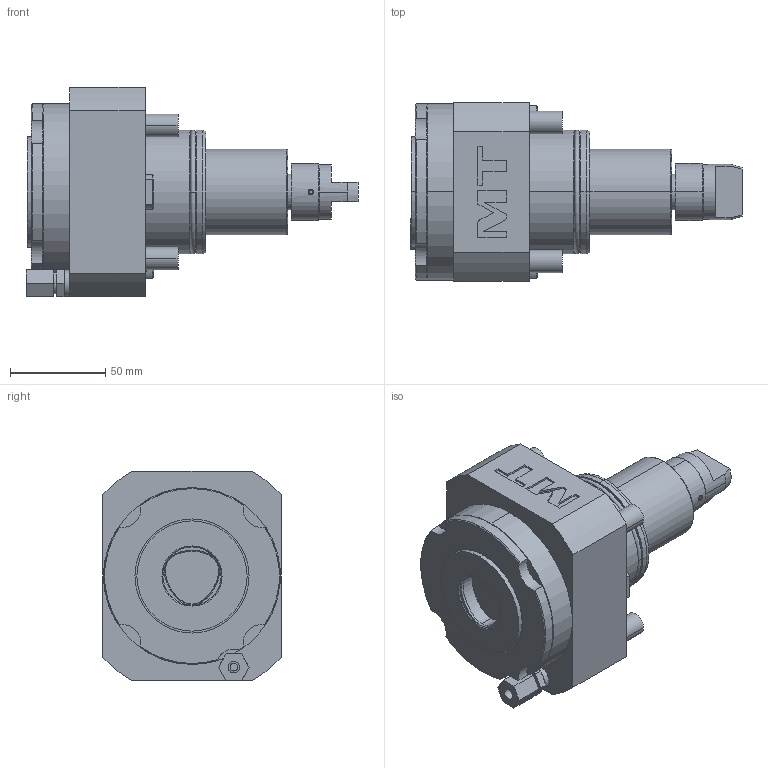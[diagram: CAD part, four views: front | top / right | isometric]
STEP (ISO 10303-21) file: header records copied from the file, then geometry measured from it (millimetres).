
FILE_DESCRIPTION((''),'2;1');
FILE_NAME('DWO3150140_CONF','2023-04-17T16:29:19',('gvalli'),('M.T. srl'),'CREO PARAMETRIC BY PTC INC, 2021072','CREO PARAMETRIC BY PTC INC, 2021072','');
FILE_SCHEMA(('CONFIG_CONTROL_DESIGN'));
Length unit declared in the file: millimetre
Products named in the file (1): DWO3150140_CONF
Bounding box: 174.7 x 94 x 110 mm (x, y, z)
Volume: 736882.6 mm3; surface area: 73452.6 mm2
Topology: 1 solids, 1 shells, 234 faces, 558 edges, 359 vertices
Faces by surface type: plane 120, cylinder 77, cone 19, torus 10, bspline 4, extrusion 4
Entity records: 7715 total; most frequent: CARTESIAN_POINT 2172, DIRECTION 1163, ORIENTED_EDGE 1116, EDGE_CURVE 558, AXIS2_PLACEMENT_3D 430, VERTEX_POINT 359, VECTOR 303, LINE 299
